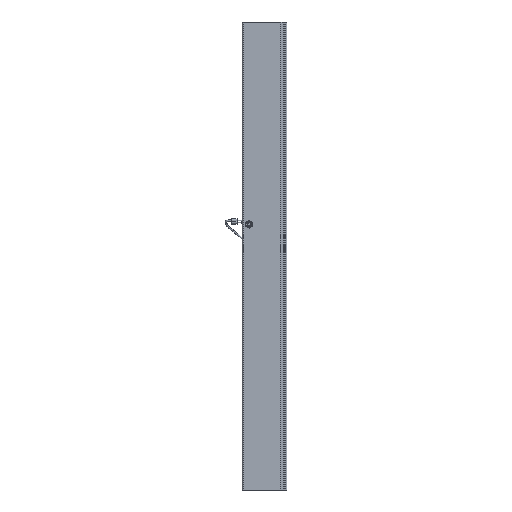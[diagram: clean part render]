
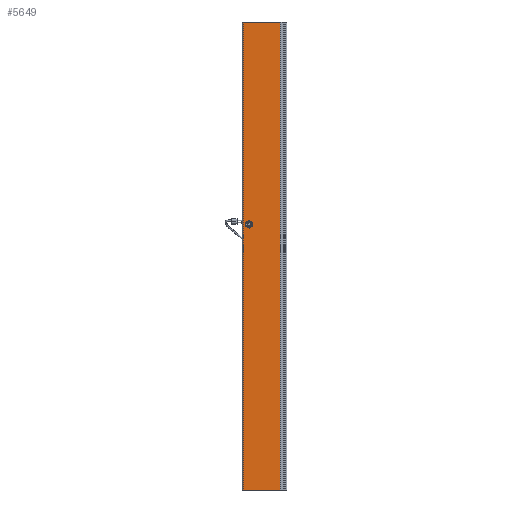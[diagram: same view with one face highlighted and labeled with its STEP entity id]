
A CAD part, left-side view. The second image highlights one B-rep face of the part: STEP entity #5649.
In plain terms, the highlighted planar face has unit normal (-1, 0, 0).
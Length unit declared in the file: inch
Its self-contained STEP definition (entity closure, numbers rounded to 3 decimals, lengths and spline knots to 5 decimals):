
#390=FACE_BOUND('',#977,.T.);
#469=PLANE('',#6368);
#664=FACE_OUTER_BOUND('',#976,.T.);
#976=EDGE_LOOP('',(#4307,#4308,#4309,#4310));
#977=EDGE_LOOP('',(#4311));
#1320=LINE('',#9003,#1746);
#1412=LINE('',#9279,#1838);
#1413=LINE('',#9282,#1839);
#1414=LINE('',#9283,#1840);
#1746=VECTOR('',#7190,0.3937);
#1838=VECTOR('',#7468,0.3937);
#1839=VECTOR('',#7471,0.3937);
#1840=VECTOR('',#7472,0.3937);
#2069=CIRCLE('',#6169,0.21875);
#2395=VERTEX_POINT('',#8682);
#2502=VERTEX_POINT('',#9001);
#2503=VERTEX_POINT('',#9002);
#2594=VERTEX_POINT('',#9277);
#2595=VERTEX_POINT('',#9281);
#2944=EDGE_CURVE('',#2395,#2395,#2069,.T.);
#3102=EDGE_CURVE('',#2502,#2503,#1320,.T.);
#3241=EDGE_CURVE('',#2594,#2503,#1412,.T.);
#3242=EDGE_CURVE('',#2594,#2595,#1413,.T.);
#3243=EDGE_CURVE('',#2502,#2595,#1414,.T.);
#4307=ORIENTED_EDGE('',*,*,#3242,.T.);
#4308=ORIENTED_EDGE('',*,*,#3243,.F.);
#4309=ORIENTED_EDGE('',*,*,#3102,.T.);
#4310=ORIENTED_EDGE('',*,*,#3241,.F.);
#4311=ORIENTED_EDGE('',*,*,#2944,.T.);
#5649=ADVANCED_FACE('',(#664,#390),#469,.T.);
#6169=AXIS2_PLACEMENT_3D('',#8684,#6873,#6874);
#6368=AXIS2_PLACEMENT_3D('',#9280,#7469,#7470);
#6873=DIRECTION('center_axis',(1.,0.,0.));
#6874=DIRECTION('ref_axis',(0.,0.,-1.));
#7190=DIRECTION('',(0.,-1.,0.));
#7468=DIRECTION('',(0.,0.,-1.));
#7469=DIRECTION('center_axis',(-1.,0.,0.));
#7470=DIRECTION('ref_axis',(0.,0.,1.));
#7471=DIRECTION('',(0.,1.,0.));
#7472=DIRECTION('',(0.,0.,1.));
#8682=CARTESIAN_POINT('',(-1.531,2.643,3.21875));
#8684=CARTESIAN_POINT('Origin',(-1.531,2.643,3.));
#9001=CARTESIAN_POINT('',(-1.531,3.222,-22.25));
#9002=CARTESIAN_POINT('',(-1.531,-0.29637,-22.25));
#9003=CARTESIAN_POINT('',(-1.531,-0.29637,-22.25));
#9277=CARTESIAN_POINT('',(-1.531,-0.29637,22.25));
#9279=CARTESIAN_POINT('',(-1.531,-0.29637,0.));
#9280=CARTESIAN_POINT('Origin',(-1.531,-0.29637,0.));
#9281=CARTESIAN_POINT('',(-1.531,3.222,22.25));
#9282=CARTESIAN_POINT('',(-1.531,-0.29637,22.25));
#9283=CARTESIAN_POINT('',(-1.531,3.222,0.));
